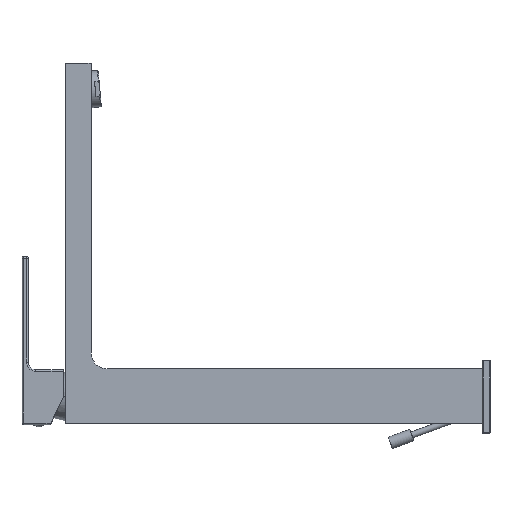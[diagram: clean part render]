
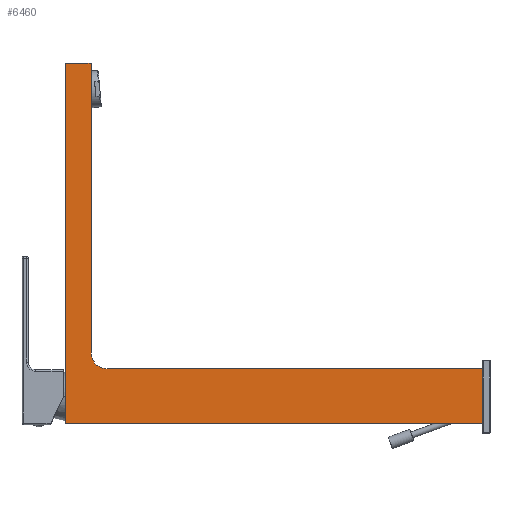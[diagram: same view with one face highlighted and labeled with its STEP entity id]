
A CAD part, left-side view. The second image highlights one B-rep face of the part: STEP entity #6460.
In plain terms, the highlighted planar face has unit normal (-1, 0, 0).
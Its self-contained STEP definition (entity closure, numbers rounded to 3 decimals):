
#660=DIRECTION('',(0.,0.,1.));
#661=VECTOR('',#660,36.);
#662=CARTESIAN_POINT('',(-18.,1.5,-17.75));
#663=LINE('',#662,#661);
#664=DIRECTION('',(0.,1.,0.));
#665=VECTOR('',#664,273.5);
#666=CARTESIAN_POINT('',(-18.,1.5,-17.75));
#667=LINE('',#666,#665);
#668=DIRECTION('',(0.,-1.,0.));
#669=VECTOR('',#668,17.);
#670=CARTESIAN_POINT('',(-18.,275.,218.5));
#671=LINE('',#670,#669);
#672=DIRECTION('',(0.,0.,1.));
#673=VECTOR('',#672,189.75);
#674=CARTESIAN_POINT('',(-18.,258.,28.75));
#675=LINE('',#674,#673);
#676=CARTESIAN_POINT('',(-18.,247.5,28.75));
#677=DIRECTION('',(1.,0.,0.));
#678=DIRECTION('',(0.,0.,-1.));
#679=AXIS2_PLACEMENT_3D('',#676,#677,#678);
#681=DIRECTION('',(0.,1.,0.));
#682=VECTOR('',#681,246.);
#683=CARTESIAN_POINT('',(-18.,1.5,18.25));
#684=LINE('',#683,#682);
#2726=DIRECTION('',(0.,0.,1.));
#2727=VECTOR('',#2726,236.25);
#2728=CARTESIAN_POINT('',(-18.,275.,-17.75));
#2729=LINE('',#2728,#2727);
#4764=CARTESIAN_POINT('',(-18.,275.,218.5));
#4766=VERTEX_POINT('',#4764);
#4768=CARTESIAN_POINT('',(-18.,275.,-17.75));
#4770=VERTEX_POINT('',#4768);
#4776=CARTESIAN_POINT('',(-18.,258.,218.5));
#4777=VERTEX_POINT('',#4776);
#4778=CARTESIAN_POINT('',(-18.,247.5,18.25));
#4779=CARTESIAN_POINT('',(-18.,258.,28.75));
#4780=VERTEX_POINT('',#4778);
#4781=VERTEX_POINT('',#4779);
#5307=CARTESIAN_POINT('',(-18.,1.5,-17.75));
#5308=CARTESIAN_POINT('',(-18.,1.5,18.25));
#5309=VERTEX_POINT('',#5307);
#5310=VERTEX_POINT('',#5308);
#6440=CARTESIAN_POINT('',(-18.,0.,-48.31));
#6441=DIRECTION('',(1.,0.,0.));
#6442=DIRECTION('',(0.,1.,0.));
#6443=AXIS2_PLACEMENT_3D('',#6440,#6441,#6442);
#6444=PLANE('',#6443);
#6446=ORIENTED_EDGE('',*,*,#6445,.F.);
#6448=ORIENTED_EDGE('',*,*,#6447,.T.);
#6450=ORIENTED_EDGE('',*,*,#6449,.T.);
#6452=ORIENTED_EDGE('',*,*,#6451,.T.);
#6453=ORIENTED_EDGE('',*,*,#6417,.F.);
#6455=ORIENTED_EDGE('',*,*,#6454,.F.);
#6457=ORIENTED_EDGE('',*,*,#6456,.F.);
#6458=EDGE_LOOP('',(#6446,#6448,#6450,#6452,#6453,#6455,#6457));
#6459=FACE_OUTER_BOUND('',#6458,.F.);
#6460=ADVANCED_FACE('',(#6459),#6444,.F.);
#680=CIRCLE('',#679,10.5);
#6417=EDGE_CURVE('',#4781,#4777,#675,.T.);
#6445=EDGE_CURVE('',#5309,#5310,#663,.T.);
#6447=EDGE_CURVE('',#5309,#4770,#667,.T.);
#6449=EDGE_CURVE('',#4770,#4766,#2729,.T.);
#6451=EDGE_CURVE('',#4766,#4777,#671,.T.);
#6454=EDGE_CURVE('',#4780,#4781,#680,.T.);
#6456=EDGE_CURVE('',#5310,#4780,#684,.T.);
